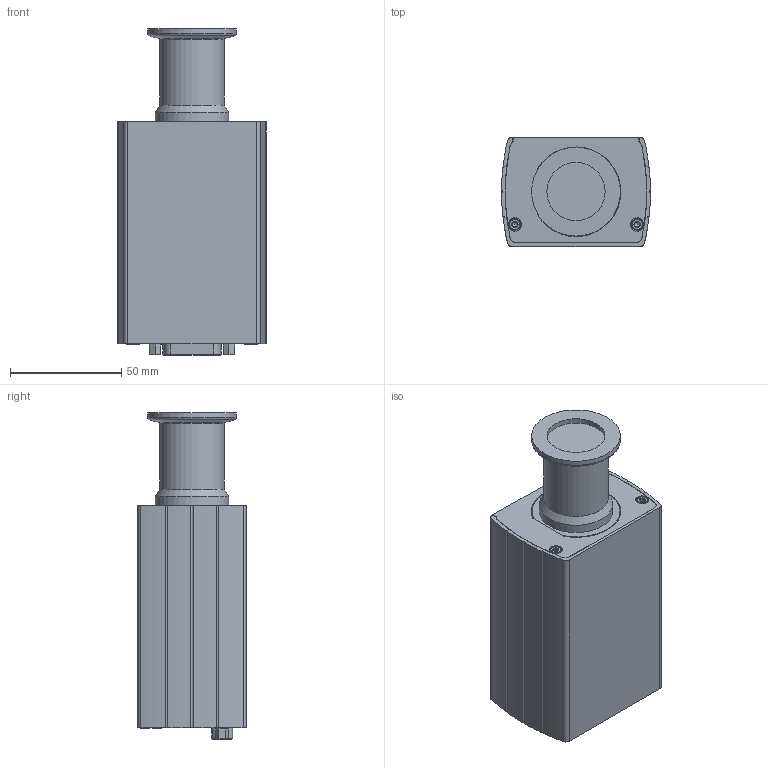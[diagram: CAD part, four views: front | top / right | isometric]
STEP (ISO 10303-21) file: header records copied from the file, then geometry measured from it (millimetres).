
FILE_DESCRIPTION(/* description */ (''),/* implementation_level */ '2;1');
FILE_NAME(/* name */ 'BAG552 15DSUB,2SP,OLED,25KF.stp',/* time_stamp */ '2024-06-20T08:48:20+02:00',/* author */ ('davi016'),/* organization */ (''),/* preprocessor_version */ 'ST-DEVELOPER v19.2',/* originating_system */ 'Autodesk Inventor 2023',/* authorisation */ '');
FILE_SCHEMA (('AUTOMOTIVE_DESIGN { 1 0 10303 214 3 1 1 }'));
Length unit declared in the file: millimetre
Products named in the file (1): BAG552 15DSUB,2SP,OLED,25KF
Bounding box: 67 x 49 x 146.9 mm (x, y, z)
Volume: 361062.5 mm3; surface area: 60379.2 mm2
Topology: 24 solids, 42 shells, 900 faces, 2355 edges, 1579 vertices
Faces by surface type: plane 451, cylinder 241, bspline 112, cone 74, torus 22
Full cylindrical faces by diameter (mm): 1.02 x15, 1.1 x1, 1.567 x4, 2 x4, 2.156 x2, 2.459 x2, 2.6 x1, 2.845 x2, 3.2 x2, 3.8 x4, 4 x2, 4.4 x1, 6 x2, 24.8 x1, 26.2 x1, 28.8 x1, 29 x1, 33 x2, 33.4 x1, 40 x1
Entity records: 31348 total; most frequent: CARTESIAN_POINT 8971, ORIENTED_EDGE 4568, DIRECTION 3951, EDGE_CURVE 2340, VERTEX_POINT 1574, LINE 1363, VECTOR 1363, AXIS2_PLACEMENT_3D 1294
